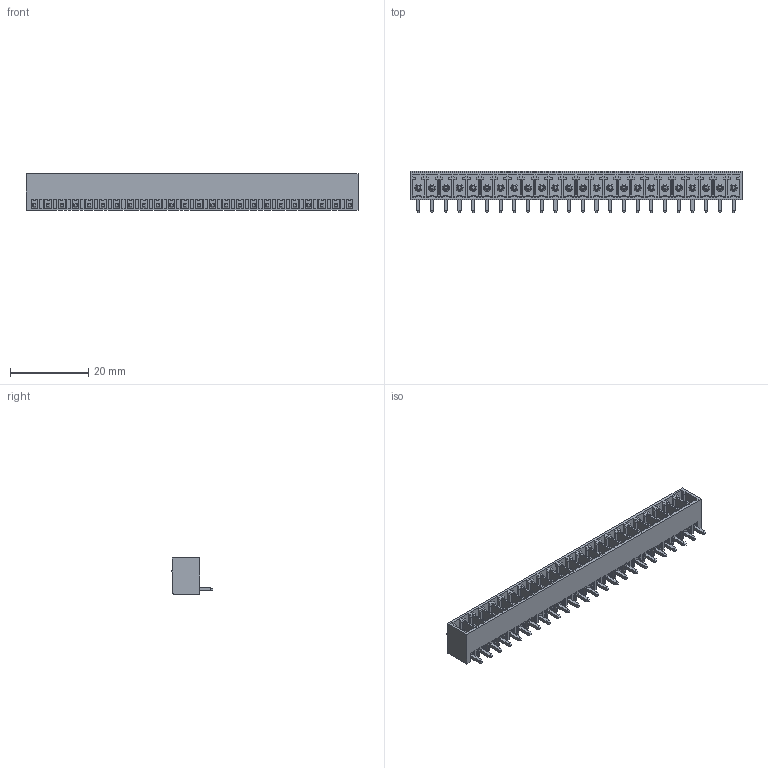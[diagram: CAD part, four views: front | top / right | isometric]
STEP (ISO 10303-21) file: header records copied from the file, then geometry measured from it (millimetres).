
FILE_DESCRIPTION(('STEP AP214'),'1');
FILE_NAME('PV24-3,5-H-P.stp','2018-11-29T15:01:24',(' '),(' '),'Spatial InterOp 3D',' ',' ');
FILE_SCHEMA(('AUTOMOTIVE_DESIGN { 1 0 10303 214 1 1 1 1 }'));
Length unit declared in the file: metre
Products named in the file (1): 1
Bounding box: 84.8 x 10.65 x 9.2 mm (x, y, z)
Volume: 2879 mm3; surface area: 7168.9 mm2
Topology: 1 solids, 1 shells, 1445 faces, 3825 edges, 2454 vertices
Faces by surface type: plane 1324, cylinder 73, torus 24, cone 24
Full cylindrical faces by diameter (mm): 1.8 x24
Entity records: 54758 total; most frequent: CARTESIAN_POINT 7773, ORIENTED_EDGE 7506, DIRECTION 6791, EDGE_CURVE 3753, LINE 3511, VECTOR 3511, VERTEX_POINT 2430, AXIS2_PLACEMENT_3D 1640
